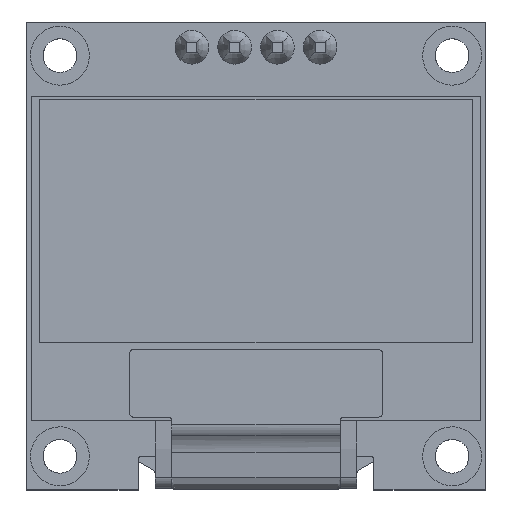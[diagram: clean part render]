
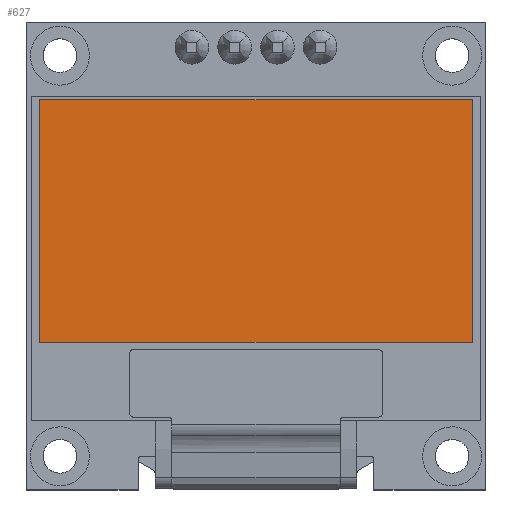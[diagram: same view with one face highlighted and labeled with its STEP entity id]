
A CAD part, top view. The second image highlights one B-rep face of the part: STEP entity #627.
In plain terms, the highlighted planar face has unit normal (0, 0, 1).
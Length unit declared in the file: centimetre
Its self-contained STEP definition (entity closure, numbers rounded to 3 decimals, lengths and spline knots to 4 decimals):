
#627=ADVANCED_FACE('',(#936),#4858,.T.);
#936=FACE_OUTER_BOUND('',#1272,.T.);
#1272=EDGE_LOOP('',(#2367,#2368,#2369,#2370));
#2367=ORIENTED_EDGE('',*,*,#3329,.T.);
#2368=ORIENTED_EDGE('',*,*,#3331,.T.);
#2369=ORIENTED_EDGE('',*,*,#3332,.T.);
#2370=ORIENTED_EDGE('',*,*,#3326,.T.);
#3326=EDGE_CURVE('',#4534,#4533,#3991,.T.);
#3329=EDGE_CURVE('',#4533,#4535,#3994,.T.);
#3331=EDGE_CURVE('',#4535,#4536,#3996,.T.);
#3332=EDGE_CURVE('',#4536,#4534,#3997,.T.);
#3991=B_SPLINE_CURVE_WITH_KNOTS('',1,(#8018,#8019),.UNSPECIFIED.,.F.,.F.,
(2,2),(-14.4,0.),.UNSPECIFIED.);
#3994=B_SPLINE_CURVE_WITH_KNOTS('',1,(#8024,#8025),.UNSPECIFIED.,.F.,.F.,
(2,2),(-25.7,0.),.UNSPECIFIED.);
#3996=B_SPLINE_CURVE_WITH_KNOTS('',1,(#8028,#8029),.UNSPECIFIED.,.F.,.F.,
(2,2),(-14.4,0.),.UNSPECIFIED.);
#3997=B_SPLINE_CURVE_WITH_KNOTS('',1,(#8030,#8031),.UNSPECIFIED.,.F.,.F.,
(2,2),(-25.7,0.),.UNSPECIFIED.);
#4533=VERTEX_POINT('',#7664);
#4534=VERTEX_POINT('',#7665);
#4535=VERTEX_POINT('',#7666);
#4536=VERTEX_POINT('',#7667);
#4858=PLANE('',#5137);
#5137=AXIS2_PLACEMENT_3D('',#7281,#5399,$);
#5399=DIRECTION('',(0.,0.,1.));
#7281=CARTESIAN_POINT('',(38.5799,29.3599,9.));
#7664=CARTESIAN_POINT('',(66.85,45.2,9.));
#7665=CARTESIAN_POINT('',(66.85,30.8,9.));
#7666=CARTESIAN_POINT('',(41.15,45.2,9.));
#7667=CARTESIAN_POINT('',(41.15,30.8,9.));
#8018=CARTESIAN_POINT('',(66.85,30.8,9.));
#8019=CARTESIAN_POINT('',(66.85,45.2,9.));
#8024=CARTESIAN_POINT('',(66.85,45.2,9.));
#8025=CARTESIAN_POINT('',(41.15,45.2,9.));
#8028=CARTESIAN_POINT('',(41.15,45.2,9.));
#8029=CARTESIAN_POINT('',(41.15,30.8,9.));
#8030=CARTESIAN_POINT('',(41.15,30.8,9.));
#8031=CARTESIAN_POINT('',(66.85,30.8,9.));
